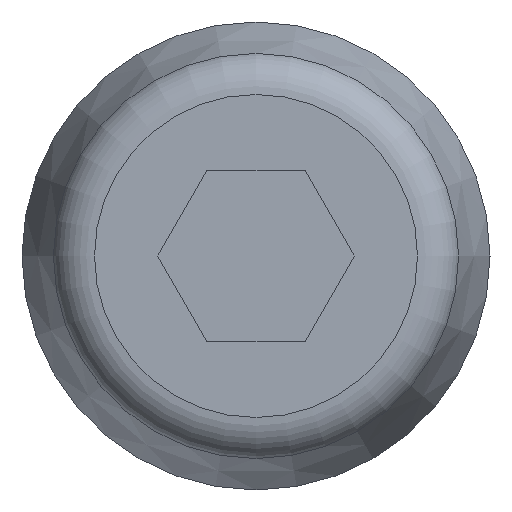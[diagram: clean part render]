
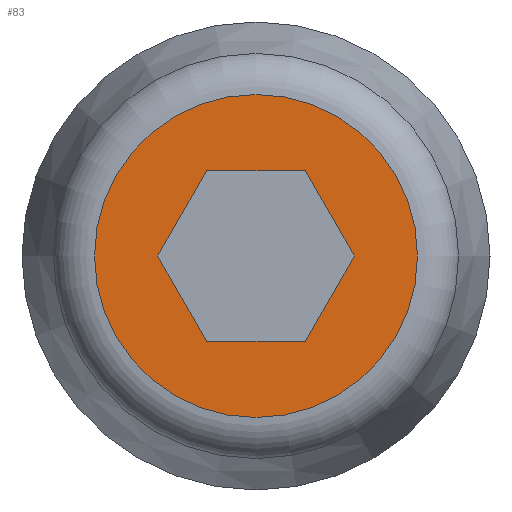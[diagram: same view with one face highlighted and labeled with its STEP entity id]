
A CAD part, left-side view. The second image highlights one B-rep face of the part: STEP entity #83.
In plain terms, the highlighted planar face has unit normal (-1, 0, 0).
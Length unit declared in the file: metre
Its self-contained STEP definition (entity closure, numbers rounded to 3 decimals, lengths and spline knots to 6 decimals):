
#83=ADVANCED_FACE('',(#218,#219),#220,.T.);
#125=EDGE_CURVE('',#291,#291,#292,.T.);
#127=EDGE_CURVE('',#294,#295,#296,.T.);
#129=EDGE_CURVE('',#295,#298,#299,.T.);
#131=EDGE_CURVE('',#298,#301,#302,.T.);
#133=EDGE_CURVE('',#301,#304,#305,.T.);
#135=EDGE_CURVE('',#304,#307,#308,.T.);
#137=EDGE_CURVE('',#307,#294,#310,.T.);
#218=FACE_OUTER_BOUND('',#402,.T.);
#219=FACE_BOUND('',#403,.T.);
#220=PLANE('',#404);
#291=VERTEX_POINT('',#476);
#292=CIRCLE('',#477,0.00759);
#294=VERTEX_POINT('',#480);
#295=VERTEX_POINT('',#481);
#296=LINE('',#482,#483);
#298=VERTEX_POINT('',#486);
#299=LINE('',#487,#488);
#301=VERTEX_POINT('',#491);
#302=LINE('',#492,#493);
#304=VERTEX_POINT('',#496);
#305=LINE('',#497,#498);
#307=VERTEX_POINT('',#501);
#308=LINE('',#502,#503);
#310=LINE('',#506,#507);
#402=EDGE_LOOP('',(#644));
#403=EDGE_LOOP('',(#645,#646,#647,#648,#649,#650));
#404=AXIS2_PLACEMENT_3D('',#651,#652,#653);
#476=CARTESIAN_POINT('',(-0.12,0.00759,0.0));
#477=AXIS2_PLACEMENT_3D('',#804,#805,#806);
#480=CARTESIAN_POINT('',(-0.12,0.002309,-0.004));
#481=CARTESIAN_POINT('',(-0.12,0.004619,0.0));
#482=CARTESIAN_POINT('',(-0.12,0.004516,-0.000178));
#483=VECTOR('',#807,1.0);
#486=CARTESIAN_POINT('',(-0.12,0.002309,0.004));
#487=CARTESIAN_POINT('',(-0.12,0.003361,0.002178));
#488=VECTOR('',#808,1.0);
#491=CARTESIAN_POINT('',(-0.12,-0.002309,0.004));
#492=CARTESIAN_POINT('',(-0.12,0.000743,0.004));
#493=VECTOR('',#809,1.0);
#496=CARTESIAN_POINT('',(-0.12,-0.004619,0.0));
#497=CARTESIAN_POINT('',(-0.12,-0.003567,0.001822));
#498=VECTOR('',#810,1.0);
#501=CARTESIAN_POINT('',(-0.12,-0.002309,-0.004));
#502=CARTESIAN_POINT('',(-0.12,-0.002412,-0.003822));
#503=VECTOR('',#811,1.0);
#506=CARTESIAN_POINT('',(-0.12,0.003052,-0.004));
#507=VECTOR('',#812,1.0);
#644=ORIENTED_EDGE('',*,*,#125,.T.);
#645=ORIENTED_EDGE('',*,*,#127,.T.);
#646=ORIENTED_EDGE('',*,*,#129,.T.);
#647=ORIENTED_EDGE('',*,*,#131,.T.);
#648=ORIENTED_EDGE('',*,*,#133,.T.);
#649=ORIENTED_EDGE('',*,*,#135,.T.);
#650=ORIENTED_EDGE('',*,*,#137,.T.);
#651=CARTESIAN_POINT('',(-0.12,0.003795,0.0));
#652=DIRECTION('',(-1.0,0.0,0.0));
#653=DIRECTION('',(0.0,0.0,1.0));
#804=CARTESIAN_POINT('',(-0.12,0.0,0.0));
#805=DIRECTION('',(-1.0,0.0,0.0));
#806=DIRECTION('',(0.0,1.0,0.0));
#807=DIRECTION('',(0.0,0.5,0.866));
#808=DIRECTION('',(0.0,-0.5,0.866));
#809=DIRECTION('',(0.0,-1.0,0.0));
#810=DIRECTION('',(-0.0,-0.5,-0.866));
#811=DIRECTION('',(0.0,0.5,-0.866));
#812=DIRECTION('',(0.0,1.0,0.0));
